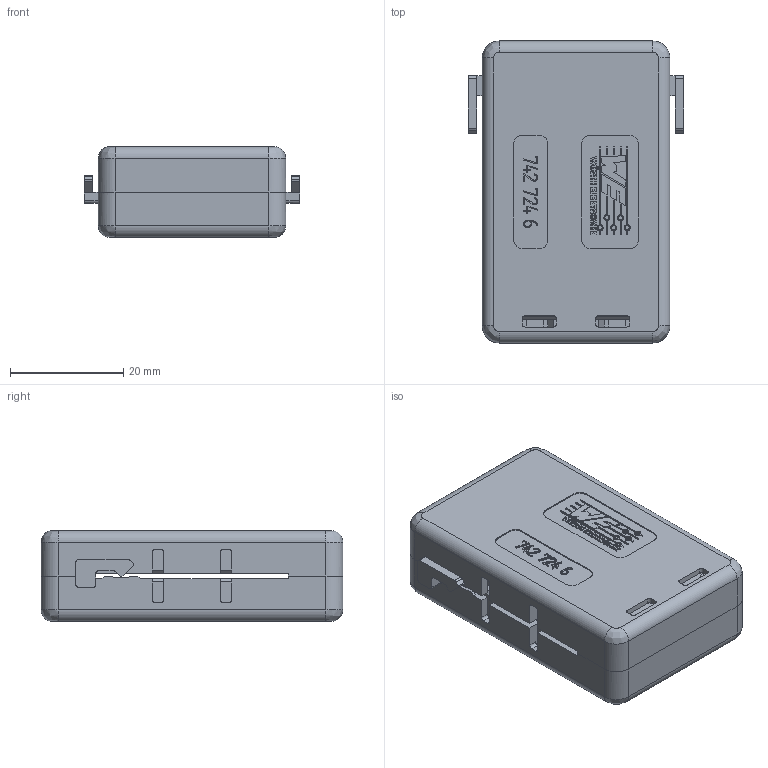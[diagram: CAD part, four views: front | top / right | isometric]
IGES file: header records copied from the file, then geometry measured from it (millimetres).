
Start section: C
Global section: file name: 7427246_geschlossen.igs; native system: By Siemens PLM Incorporated; preprocessor: XPlus GENERIC/IGES 17.0.49; author: Author; organization: Title; date: 20151110.144503; units: millimetre
Bounding box: 38 x 53.3 x 16 mm (x, y, z)
Volume: 21886 mm3; surface area: 19327.8 mm2
Topology: 4 solids, 4 shells, 935 faces, 2595 edges, 1720 vertices
Faces by surface type: bspline 935
